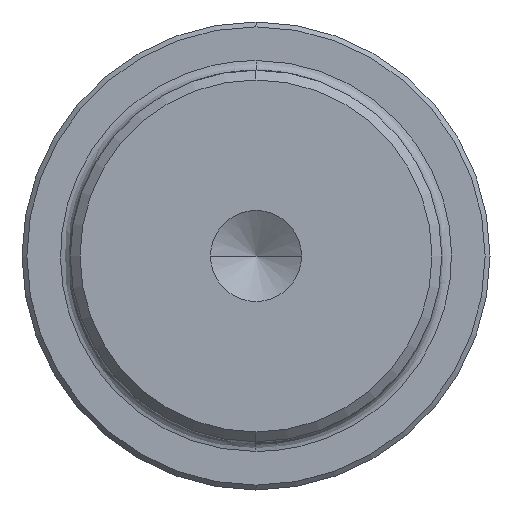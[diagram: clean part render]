
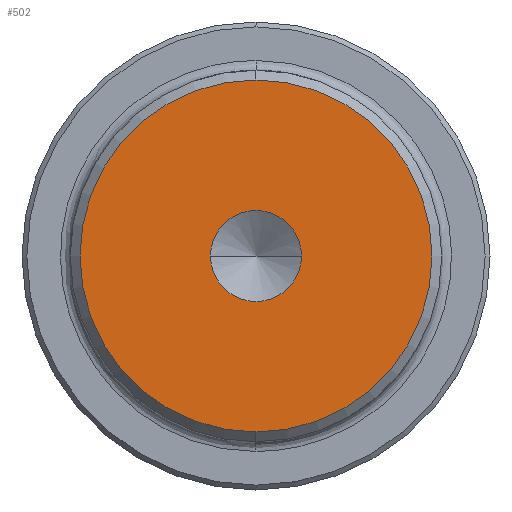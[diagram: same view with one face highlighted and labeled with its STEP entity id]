
A CAD part, left-side view. The second image highlights one B-rep face of the part: STEP entity #502.
In plain terms, the highlighted planar face has unit normal (-1, 0, 0).
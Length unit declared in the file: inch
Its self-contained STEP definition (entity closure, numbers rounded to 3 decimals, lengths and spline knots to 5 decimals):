
#28 = EDGE_LOOP ( 'NONE', ( #1148, #785 ) ) ;
#44 = CARTESIAN_POINT ( 'NONE',  ( 0., 0., 0. ) ) ;
#91 = EDGE_CURVE ( 'NONE', #864, #943, #1171, .T. ) ;
#95 = DIRECTION ( 'NONE',  ( 0., 0., 1. ) ) ;
#115 = FACE_OUTER_BOUND ( 'NONE', #28, .T. ) ;
#169 = DIRECTION ( 'NONE',  ( 0., 0., -1. ) ) ;
#178 = CARTESIAN_POINT ( 'NONE',  ( 0., 0., 0. ) ) ;
#258 = VERTEX_POINT ( 'NONE', #613 ) ;
#357 = CIRCLE ( 'NONE', #1174, 0.184 ) ;
#404 = CARTESIAN_POINT ( 'NONE',  ( 0., 0., -0.184 ) ) ;
#417 = ORIENTED_EDGE ( 'NONE', *, *, #1237, .T. ) ;
#443 = DIRECTION ( 'NONE',  ( 0., 0., 1. ) ) ;
#502 = ADVANCED_FACE ( 'NONE', ( #115, #1503 ), #1706, .T. ) ;
#550 = DIRECTION ( 'NONE',  ( 1., 0., 0. ) ) ;
#553 = CIRCLE ( 'NONE', #694, 0.184 ) ;
#602 = AXIS2_PLACEMENT_3D ( 'NONE', #44, #1388, #169 ) ;
#613 = CARTESIAN_POINT ( 'NONE',  ( 0., 0., 0.184 ) ) ;
#658 = DIRECTION ( 'NONE',  ( 1., 0., 0. ) ) ;
#694 = AXIS2_PLACEMENT_3D ( 'NONE', #1463, #658, #95 ) ;
#696 = VERTEX_POINT ( 'NONE', #404 ) ;
#710 = AXIS2_PLACEMENT_3D ( 'NONE', #1229, #550, #951 ) ;
#785 = ORIENTED_EDGE ( 'NONE', *, *, #1550, .F. ) ;
#793 = ORIENTED_EDGE ( 'NONE', *, *, #1584, .T. ) ;
#852 = CARTESIAN_POINT ( 'NONE',  ( 0., 0., 0.71063 ) ) ;
#853 = AXIS2_PLACEMENT_3D ( 'NONE', #1165, #1411, #900 ) ;
#864 = VERTEX_POINT ( 'NONE', #1515 ) ;
#900 = DIRECTION ( 'NONE',  ( 0., 0., 1. ) ) ;
#943 = VERTEX_POINT ( 'NONE', #852 ) ;
#951 = DIRECTION ( 'NONE',  ( 0., 0., -1. ) ) ;
#955 = CIRCLE ( 'NONE', #710, 0.71063 ) ;
#1148 = ORIENTED_EDGE ( 'NONE', *, *, #91, .F. ) ;
#1163 = EDGE_LOOP ( 'NONE', ( #793, #417 ) ) ;
#1165 = CARTESIAN_POINT ( 'NONE',  ( 0., 0., 0. ) ) ;
#1171 = CIRCLE ( 'NONE', #602, 0.71063 ) ;
#1174 = AXIS2_PLACEMENT_3D ( 'NONE', #178, #1254, #443 ) ;
#1229 = CARTESIAN_POINT ( 'NONE',  ( 0., 0., 0. ) ) ;
#1237 = EDGE_CURVE ( 'NONE', #696, #258, #553, .T. ) ;
#1254 = DIRECTION ( 'NONE',  ( 1., 0., 0. ) ) ;
#1388 = DIRECTION ( 'NONE',  ( 1., 0., 0. ) ) ;
#1411 = DIRECTION ( 'NONE',  ( -1., 0., 0. ) ) ;
#1463 = CARTESIAN_POINT ( 'NONE',  ( 0., 0., 0. ) ) ;
#1503 = FACE_BOUND ( 'NONE', #1163, .T. ) ;
#1515 = CARTESIAN_POINT ( 'NONE',  ( 0., 0., -0.71063 ) ) ;
#1550 = EDGE_CURVE ( 'NONE', #943, #864, #955, .T. ) ;
#1584 = EDGE_CURVE ( 'NONE', #258, #696, #357, .T. ) ;
#1706 = PLANE ( 'NONE',  #853 ) ;
